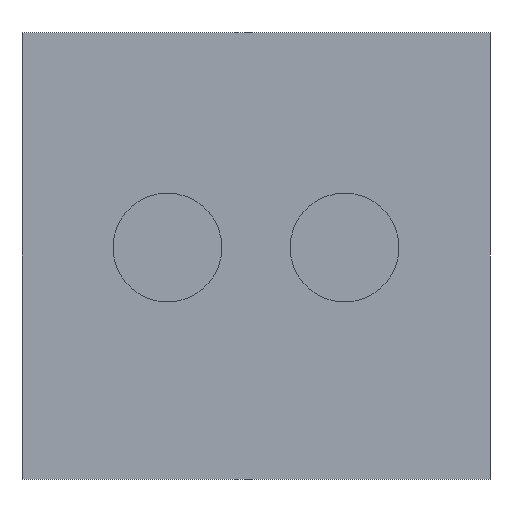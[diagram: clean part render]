
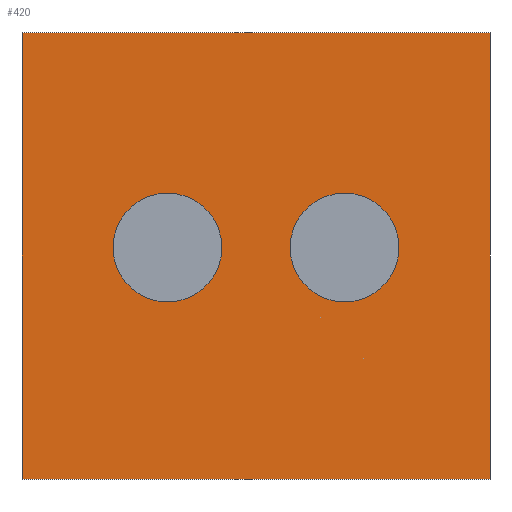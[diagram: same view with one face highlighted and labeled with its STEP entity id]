
A CAD part, left-side view. The second image highlights one B-rep face of the part: STEP entity #420.
In plain terms, the highlighted planar face has unit normal (-1, 0, 0).
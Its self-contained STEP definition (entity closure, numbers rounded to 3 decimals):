
#48=FACE_OUTER_BOUND('',#74,.T.);
#74=EDGE_LOOP('',(#363,#364,#365,#366));
#119=LINE('',#670,#169);
#122=LINE('',#676,#172);
#125=LINE('',#680,#175);
#128=LINE('',#687,#178);
#169=VECTOR('',#540,10.);
#172=VECTOR('',#545,10.);
#175=VECTOR('',#550,10.);
#178=VECTOR('',#561,10.);
#209=VERTEX_POINT('',#668);
#210=VERTEX_POINT('',#669);
#211=VERTEX_POINT('',#674);
#212=VERTEX_POINT('',#675);
#255=EDGE_CURVE('',#209,#210,#119,.T.);
#258=EDGE_CURVE('',#211,#212,#122,.T.);
#261=EDGE_CURVE('',#210,#211,#125,.T.);
#264=EDGE_CURVE('',#209,#212,#128,.T.);
#363=ORIENTED_EDGE('',*,*,#264,.T.);
#364=ORIENTED_EDGE('',*,*,#258,.F.);
#365=ORIENTED_EDGE('',*,*,#261,.F.);
#366=ORIENTED_EDGE('',*,*,#255,.F.);
#397=PLANE('',#462);
#420=ADVANCED_FACE('',(#48),#397,.T.);
#462=AXIS2_PLACEMENT_3D('',#688,#562,#563);
#540=DIRECTION('',(0.,1.,0.));
#545=DIRECTION('',(0.,-1.,0.));
#550=DIRECTION('',(0.,0.,1.));
#561=DIRECTION('',(0.,0.,1.));
#562=DIRECTION('center_axis',(-1.,0.,0.));
#563=DIRECTION('ref_axis',(0.,-1.,0.));
#668=CARTESIAN_POINT('',(-2.1,-2.15,-0.5));
#669=CARTESIAN_POINT('',(-2.1,2.15,-0.5));
#670=CARTESIAN_POINT('',(-2.1,0.,-0.5));
#674=CARTESIAN_POINT('',(-2.1,2.15,3.6));
#675=CARTESIAN_POINT('',(-2.1,-2.15,3.6));
#676=CARTESIAN_POINT('',(-2.1,0.,3.6));
#680=CARTESIAN_POINT('',(-2.1,2.15,0.));
#687=CARTESIAN_POINT('',(-2.1,-2.15,0.));
#688=CARTESIAN_POINT('Origin',(-2.1,2.15,0.));
